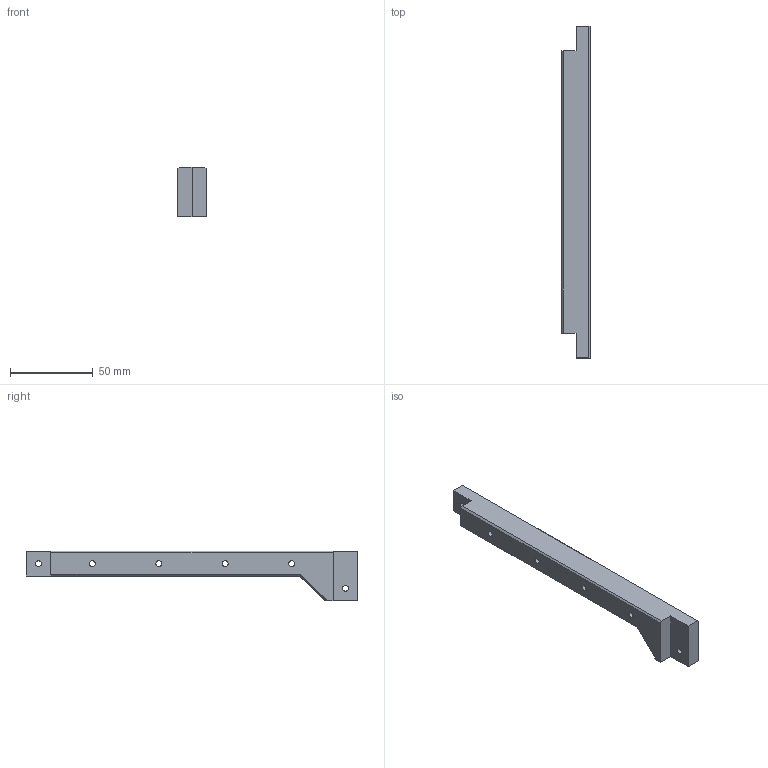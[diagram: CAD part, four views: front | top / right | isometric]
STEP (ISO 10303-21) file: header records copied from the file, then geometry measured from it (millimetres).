
FILE_DESCRIPTION (( 'STEP AP214' ), '1' );
FILE_NAME ('Right Support.STEP', '2023-01-16T21:38:33', ( '' ), ( '' ), 'SwSTEP 2.0', 'SolidWorks 2020', '' );
FILE_SCHEMA (( 'AUTOMOTIVE_DESIGN' ));
Length unit declared in the file: millimetre
Products named in the file (1): Right Support
Bounding box: 17.5 x 200 x 30 mm (x, y, z)
Volume: 51818.8 mm3; surface area: 14931.2 mm2
Topology: 1 solids, 1 shells, 72 faces, 190 edges, 126 vertices
Faces by surface type: plane 60, cylinder 12
Entity records: 2260 total; most frequent: CARTESIAN_POINT 389, ORIENTED_EDGE 380, DIRECTION 360, EDGE_CURVE 190, VECTOR 166, LINE 166, VERTEX_POINT 126, AXIS2_PLACEMENT_3D 97
